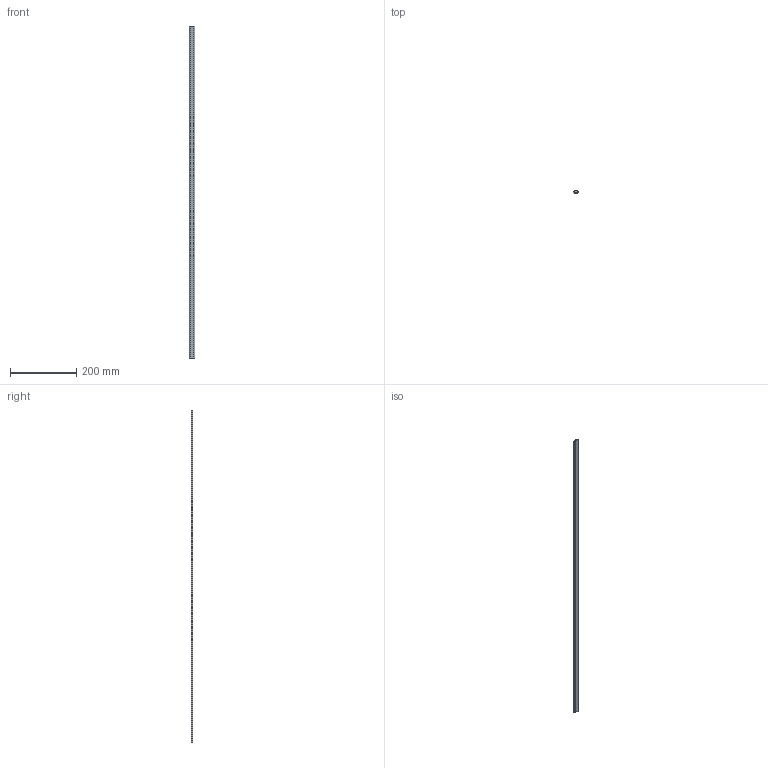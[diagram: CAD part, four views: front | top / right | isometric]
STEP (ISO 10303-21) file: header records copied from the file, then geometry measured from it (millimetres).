
FILE_DESCRIPTION((''),'2;1');
FILE_NAME('11094_PROFIL_UTOR_FE_L1000_U8','2022-09-16T13:38:49',('PredragRovcanin'),('Audax d.o.o.'),'CREO PARAMETRIC BY PTC INC, 2020281','CREO PARAMETRIC BY PTC INC, 2020281','');
FILE_SCHEMA(('AUTOMOTIVE_DESIGN { 1 0 10303 214 1 1 1 1 }'));
Length unit declared in the file: millimetre
Products named in the file (1): 11094_PROFIL_UTOR_FE_L1000_U8
Bounding box: 16 x 6 x 1000 mm (x, y, z)
Volume: 73931.1 mm3; surface area: 40671.9 mm2
Topology: 1 solids, 1 shells, 26 faces, 73 edges, 50 vertices
Faces by surface type: plane 15, cylinder 11
Entity records: 1661 total; most frequent: COLOUR_RGB 322, CARTESIAN_POINT 151, DIRECTION 151, ORIENTED_EDGE 144, PRESENTATION_STYLE_ASSIGNMENT 76, STYLED_ITEM 76, CURVE_STYLE 75, EDGE_CURVE 72
